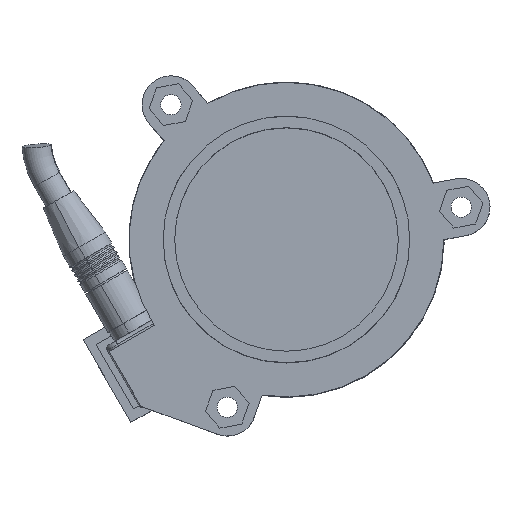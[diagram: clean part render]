
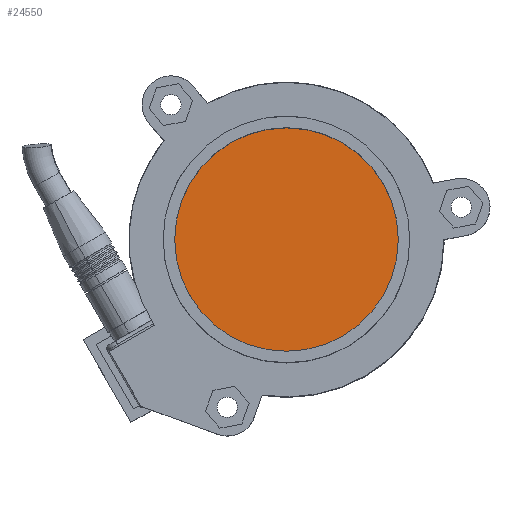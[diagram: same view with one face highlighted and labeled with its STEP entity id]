
A CAD part, top view. The second image highlights one B-rep face of the part: STEP entity #24550.
In plain terms, the highlighted face is planar.
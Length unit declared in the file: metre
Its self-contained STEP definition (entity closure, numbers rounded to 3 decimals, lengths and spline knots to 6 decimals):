
#783=PLANE('',#27981);
#6452=FACE_OUTER_BOUND('',#8048,.T.);
#8048=EDGE_LOOP('',(#22704));
#9979=CIRCLE('',#27982,0.029125);
#12200=VERTEX_POINT('',#44488);
#15736=EDGE_CURVE('',#12200,#12200,#9979,.T.);
#22704=ORIENTED_EDGE('',*,*,#15736,.T.);
#24550=ADVANCED_FACE('',(#6452),#783,.F.);
#27981=AXIS2_PLACEMENT_3D('',#44487,#36009,#36010);
#27982=AXIS2_PLACEMENT_3D('',#44489,#36011,#36012);
#36009=DIRECTION('center_axis',(0.,0.,1.));
#36010=DIRECTION('ref_axis',(-1.,0.,0.));
#36011=DIRECTION('center_axis',(0.,0.,-1.));
#36012=DIRECTION('ref_axis',(1.,0.,0.));
#44487=CARTESIAN_POINT('Origin',(0.,0.,0.035));
#44488=CARTESIAN_POINT('',(-0.029125,0.,0.035));
#44489=CARTESIAN_POINT('Origin',(0.,0.,0.035));
